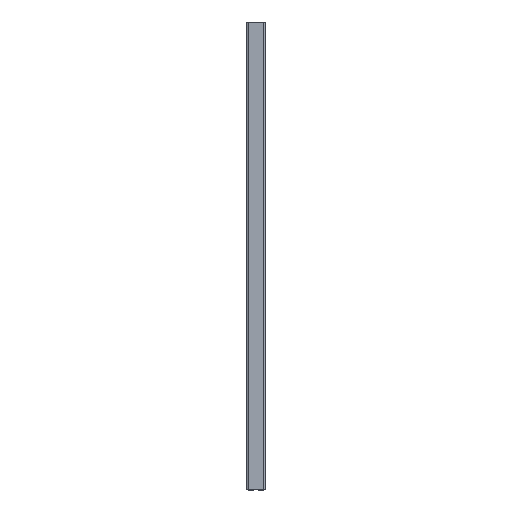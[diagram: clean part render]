
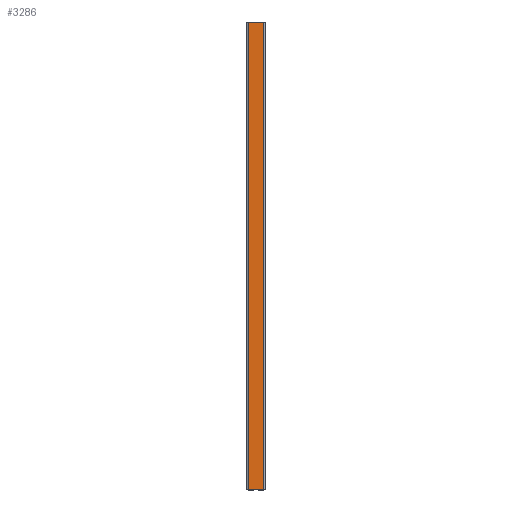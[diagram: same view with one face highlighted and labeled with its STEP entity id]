
A CAD part, top view. The second image highlights one B-rep face of the part: STEP entity #3286.
In plain terms, the highlighted planar face has unit normal (0, 0, 1).
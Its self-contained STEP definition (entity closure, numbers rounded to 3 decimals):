
#3221=CARTESIAN_POINT('',(0.,0.0,40.0));
#3222=VERTEX_POINT('',#3221);
#3238=CARTESIAN_POINT('',(0.,1000.0,40.0));
#3239=VERTEX_POINT('',#3238);
#3247=CARTESIAN_POINT('',(0.,0.0,40.0));
#3248=DIRECTION('',(0.0,1.0,0.0));
#3249=VECTOR('',#3248,1000.0);
#3250=LINE('',#3247,#3249);
#3251=EDGE_CURVE('',#3222,#3239,#3250,.T.);
#3256=CARTESIAN_POINT('',(-34.,0.0,40.0));
#3257=DIRECTION('',(0.0,0.0,1.0));
#3258=DIRECTION('',(1.0,0.0,0.0));
#3259=AXIS2_PLACEMENT_3D('',#3256,#3257,#3258);
#3260=PLANE('',#3259);
#3261=CARTESIAN_POINT('',(-34.,0.0,40.0));
#3262=VERTEX_POINT('',#3261);
#3263=CARTESIAN_POINT('',(0.,0.0,40.0));
#3264=DIRECTION('',(-1.0,0.0,0.0));
#3265=VECTOR('',#3264,34.);
#3266=LINE('',#3263,#3265);
#3267=EDGE_CURVE('',#3222,#3262,#3266,.T.);
#3268=ORIENTED_EDGE('',*,*,#3267,.F.);
#3269=ORIENTED_EDGE('',*,*,#3251,.T.);
#3270=CARTESIAN_POINT('',(-34.,1000.0,40.0));
#3271=VERTEX_POINT('',#3270);
#3272=CARTESIAN_POINT('',(-34.,1000.0,40.0));
#3273=DIRECTION('',(1.0,0.0,0.0));
#3274=VECTOR('',#3273,34.);
#3275=LINE('',#3272,#3274);
#3276=EDGE_CURVE('',#3271,#3239,#3275,.T.);
#3277=ORIENTED_EDGE('',*,*,#3276,.F.);
#3278=CARTESIAN_POINT('',(-34.,0.0,40.0));
#3279=DIRECTION('',(0.0,1.0,0.0));
#3280=VECTOR('',#3279,1000.0);
#3281=LINE('',#3278,#3280);
#3282=EDGE_CURVE('',#3262,#3271,#3281,.T.);
#3283=ORIENTED_EDGE('',*,*,#3282,.F.);
#3284=EDGE_LOOP('',(#3268,#3269,#3277,#3283));
#3285=FACE_OUTER_BOUND('',#3284,.T.);
#3286=ADVANCED_FACE('',(#3285),#3260,.T.);
